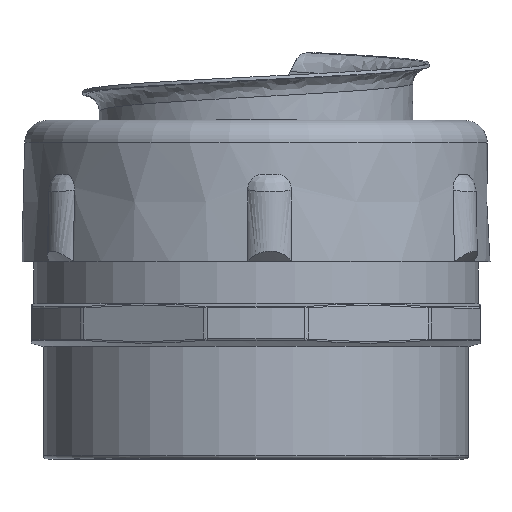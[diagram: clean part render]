
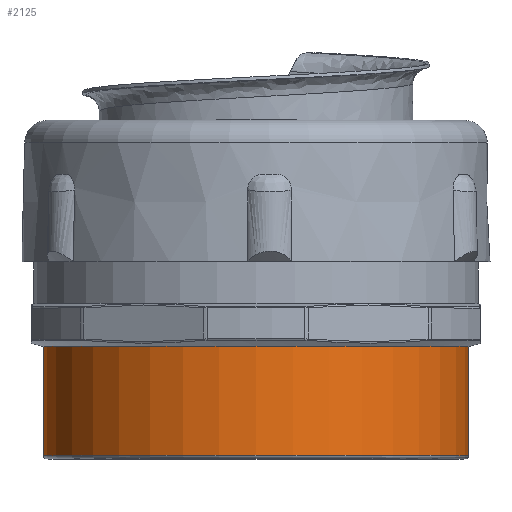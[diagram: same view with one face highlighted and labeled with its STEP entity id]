
A CAD part, top view. The second image highlights one B-rep face of the part: STEP entity #2125.
In plain terms, the highlighted cylindrical face has radius 32.15 mm (diameter 64.3 mm), a full revolution.
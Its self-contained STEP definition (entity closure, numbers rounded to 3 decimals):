
#510=FACE_OUTER_BOUND('',#643,.T.);
#643=EDGE_LOOP('',(#1953,#1954,#1955,#1956,#1957));
#685=LINE('',#6361,#724);
#724=VECTOR('',#2768,32.15);
#807=CIRCLE('',#2276,32.15);
#846=CIRCLE('',#2339,32.15);
#848=CIRCLE('',#2341,32.15);
#996=VERTEX_POINT('',#5724);
#1038=VERTEX_POINT('',#6355);
#1039=VERTEX_POINT('',#6356);
#1261=EDGE_CURVE('',#996,#996,#807,.T.);
#1343=EDGE_CURVE('',#1038,#1039,#846,.T.);
#1345=EDGE_CURVE('',#1039,#1038,#848,.T.);
#1346=EDGE_CURVE('',#996,#1038,#685,.T.);
#1953=ORIENTED_EDGE('',*,*,#1261,.F.);
#1954=ORIENTED_EDGE('',*,*,#1346,.T.);
#1955=ORIENTED_EDGE('',*,*,#1345,.F.);
#1956=ORIENTED_EDGE('',*,*,#1343,.F.);
#1957=ORIENTED_EDGE('',*,*,#1346,.F.);
#2001=CYLINDRICAL_SURFACE('',#2342,32.15);
#2125=ADVANCED_FACE('',(#510),#2001,.T.);
#2276=AXIS2_PLACEMENT_3D('',#5726,#2619,#2620);
#2339=AXIS2_PLACEMENT_3D('',#6357,#2760,#2761);
#2341=AXIS2_PLACEMENT_3D('',#6359,#2764,#2765);
#2342=AXIS2_PLACEMENT_3D('',#6360,#2766,#2767);
#2619=DIRECTION('center_axis',(0.,1.,0.));
#2620=DIRECTION('ref_axis',(1.,0.,0.));
#2760=DIRECTION('center_axis',(0.,-1.,0.));
#2761=DIRECTION('ref_axis',(1.,0.,0.));
#2764=DIRECTION('center_axis',(0.,-1.,0.));
#2765=DIRECTION('ref_axis',(1.,0.,0.));
#2766=DIRECTION('center_axis',(0.,1.,0.));
#2767=DIRECTION('ref_axis',(-1.,0.,0.));
#2768=DIRECTION('',(0.,-1.,0.));
#5724=CARTESIAN_POINT('',(32.15,17.,0.));
#5726=CARTESIAN_POINT('Origin',(0.,17.,0.));
#6355=CARTESIAN_POINT('',(32.15,0.5,0.));
#6356=CARTESIAN_POINT('',(0.,0.5,-32.15));
#6357=CARTESIAN_POINT('Origin',(0.,0.5,0.));
#6359=CARTESIAN_POINT('Origin',(0.,0.5,0.));
#6360=CARTESIAN_POINT('Origin',(0.,8.5,0.));
#6361=CARTESIAN_POINT('',(32.15,8.5,0.));
